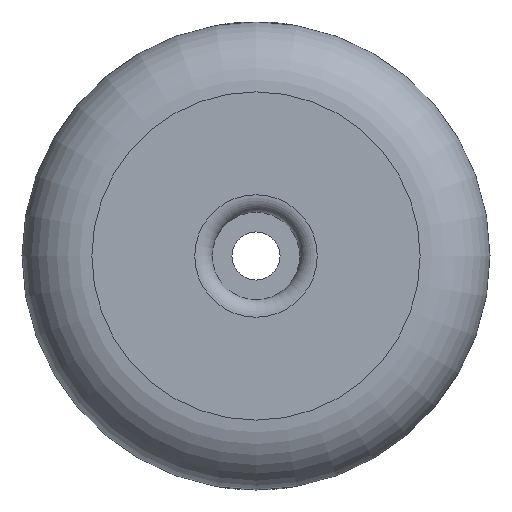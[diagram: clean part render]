
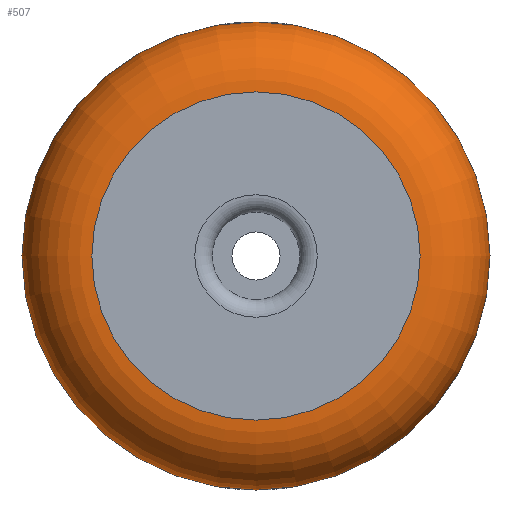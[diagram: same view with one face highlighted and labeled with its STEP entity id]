
A CAD part, left-side view. The second image highlights one B-rep face of the part: STEP entity #507.
In plain terms, the highlighted toroidal (fillet/blend) face has major radius 9.4 mm and minor radius 4 mm.
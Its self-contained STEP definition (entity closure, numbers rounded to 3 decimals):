
#23=TOROIDAL_SURFACE('',#574,9.4,4.);
#31=CIRCLE('',#541,9.4);
#50=CIRCLE('',#575,13.4);
#51=CIRCLE('',#576,4.);
#88=FACE_OUTER_BOUND('',#119,.T.);
#119=EDGE_LOOP('',(#441,#442,#443,#444));
#220=VERTEX_POINT('',#852);
#248=VERTEX_POINT('',#1009);
#277=EDGE_CURVE('',#220,#220,#31,.T.);
#319=EDGE_CURVE('',#248,#248,#50,.T.);
#320=EDGE_CURVE('',#248,#220,#51,.T.);
#441=ORIENTED_EDGE('',*,*,#319,.T.);
#442=ORIENTED_EDGE('',*,*,#320,.T.);
#443=ORIENTED_EDGE('',*,*,#277,.T.);
#444=ORIENTED_EDGE('',*,*,#320,.F.);
#507=ADVANCED_FACE('',(#88),#23,.T.);
#541=AXIS2_PLACEMENT_3D('',#853,#628,#629);
#574=AXIS2_PLACEMENT_3D('',#1008,#709,#710);
#575=AXIS2_PLACEMENT_3D('',#1010,#711,#712);
#576=AXIS2_PLACEMENT_3D('',#1011,#713,#714);
#628=DIRECTION('center_axis',(1.,0.,0.));
#629=DIRECTION('ref_axis',(0.,0.,-1.));
#709=DIRECTION('center_axis',(1.,0.,0.));
#710=DIRECTION('ref_axis',(0.,0.,-1.));
#711=DIRECTION('center_axis',(-1.,0.,0.));
#712=DIRECTION('ref_axis',(0.,0.,-1.));
#713=DIRECTION('center_axis',(0.,-1.,0.));
#714=DIRECTION('ref_axis',(0.,0.,1.));
#852=CARTESIAN_POINT('',(3.,0.,9.4));
#853=CARTESIAN_POINT('Origin',(3.,0.,0.));
#1008=CARTESIAN_POINT('Origin',(7.,0.,0.));
#1009=CARTESIAN_POINT('',(7.,0.,13.4));
#1010=CARTESIAN_POINT('Origin',(7.,0.,0.));
#1011=CARTESIAN_POINT('Origin',(7.,0.,9.4));
